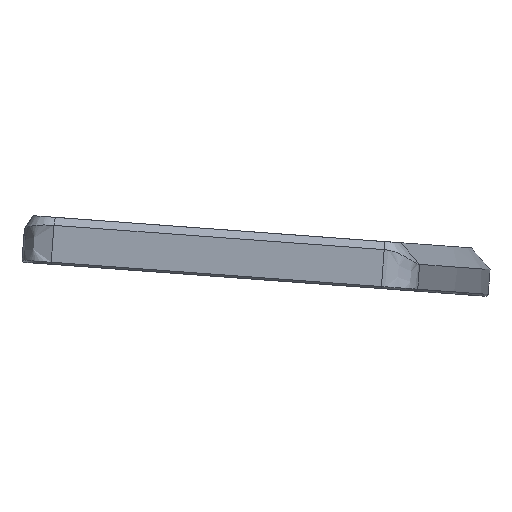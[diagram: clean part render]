
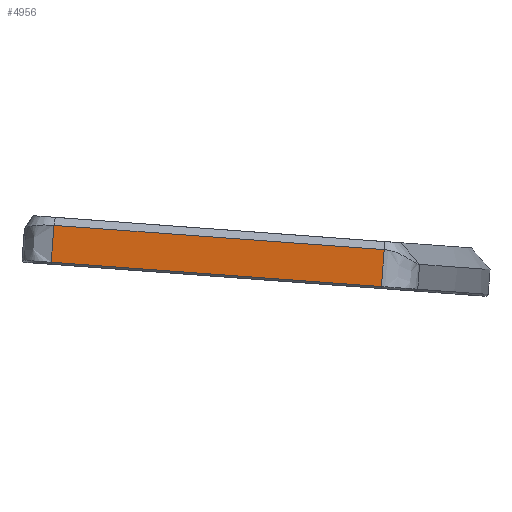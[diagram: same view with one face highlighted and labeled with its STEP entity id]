
A CAD part, left-side view. The second image highlights one B-rep face of the part: STEP entity #4956.
In plain terms, the highlighted planar face has unit normal (-0.997, 0.084, 0.006).
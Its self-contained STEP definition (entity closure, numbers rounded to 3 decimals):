
#196=PLANE('',#5441);
#384=LINE('',#7792,#804);
#388=LINE('',#8088,#808);
#616=LINE('',#9778,#1036);
#617=LINE('',#9780,#1037);
#804=VECTOR('',#6035,10.);
#808=VECTOR('',#6039,10.);
#1036=VECTOR('',#6815,10.);
#1037=VECTOR('',#6818,10.);
#1411=FACE_OUTER_BOUND('',#1724,.T.);
#1724=EDGE_LOOP('',(#4609,#4610,#4611,#4612));
#2224=VERTEX_POINT('',#7770);
#2226=VERTEX_POINT('',#7788);
#2235=VERTEX_POINT('',#8083);
#2479=VERTEX_POINT('',#9776);
#2785=EDGE_CURVE('',#2224,#2226,#384,.T.);
#2799=EDGE_CURVE('',#2235,#2224,#388,.T.);
#3193=EDGE_CURVE('',#2235,#2479,#616,.T.);
#3194=EDGE_CURVE('',#2226,#2479,#617,.T.);
#4609=ORIENTED_EDGE('',*,*,#2785,.F.);
#4610=ORIENTED_EDGE('',*,*,#2799,.F.);
#4611=ORIENTED_EDGE('',*,*,#3193,.T.);
#4612=ORIENTED_EDGE('',*,*,#3194,.F.);
#4956=ADVANCED_FACE('',(#1411),#196,.F.);
#5441=AXIS2_PLACEMENT_3D('',#9779,#6816,#6817);
#6035=DIRECTION('',(0.084,0.994,0.073));
#6039=DIRECTION('',(0.,0.073,-0.997));
#6815=DIRECTION('',(0.084,0.994,0.073));
#6816=DIRECTION('center_axis',(0.996,-0.084,-0.006));
#6817=DIRECTION('ref_axis',(0.084,0.994,0.073));
#6818=DIRECTION('',(0.,-0.073,0.997));
#7770=CARTESIAN_POINT('',(-3.316,-82.443,-7.648));
#7788=CARTESIAN_POINT('',(3.59,-0.547,-1.624));
#7792=CARTESIAN_POINT('',(-1.87,-65.304,-6.388));
#8083=CARTESIAN_POINT('',(-3.316,-83.116,1.507));
#8088=CARTESIAN_POINT('',(-3.316,-82.658,-4.726));
#9776=CARTESIAN_POINT('',(3.59,-1.22,7.531));
#9778=CARTESIAN_POINT('',(-1.859,-65.844,2.777));
#9779=CARTESIAN_POINT('Origin',(-3.921,-89.854,-5.005));
#9780=CARTESIAN_POINT('',(3.59,-0.762,1.3));
